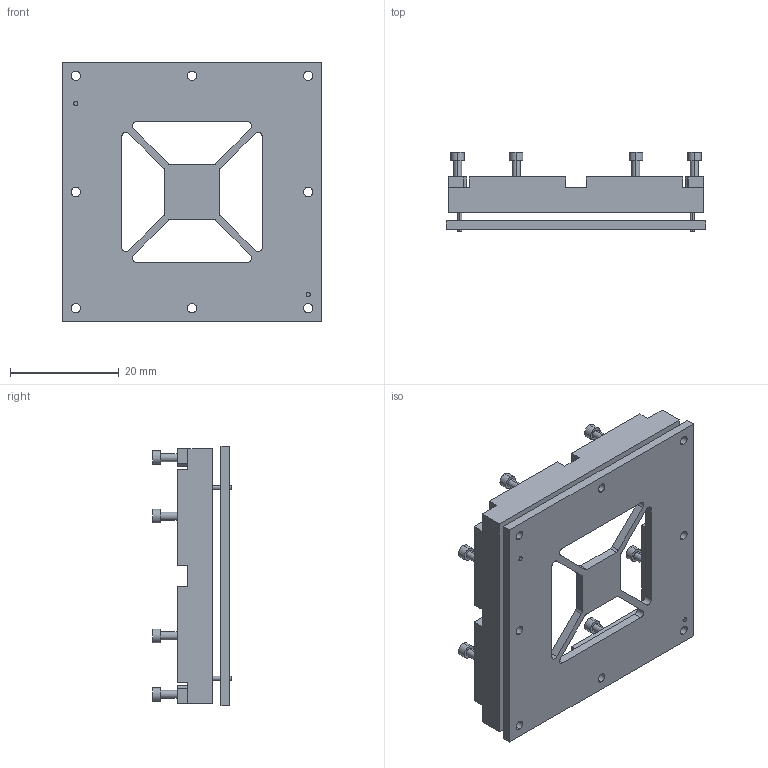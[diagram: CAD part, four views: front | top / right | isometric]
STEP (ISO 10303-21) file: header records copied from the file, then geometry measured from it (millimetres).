
FILE_DESCRIPTION (( 'STEP AP214' ), '1' );
FILE_NAME ('Asmy_UNI2_for_footprint_3Dmodel.STEP', '2024-03-01T06:19:08', ( '' ), ( '' ), 'SwSTEP 2.0', 'SolidWorks 2023', '' );
FILE_SCHEMA (( 'AUTOMOTIVE_DESIGN' ));
Length unit declared in the file: inch
Products named in the file (5): Asmy_Socket_Ironwood_insulator_bottom_C22429; Socket_C22429_Base; Socket_Ironwood_C22429.STEP; Asmy_UNI2_for_footprint_3Dmodel; P4010.STEP
Assembly tree (4 placements, depth 4):
  Asmy_UNI2_for_footprint_3Dmodel
    Socket_C22429_Base
    Asmy_Socket_Ironwood_insulator_bottom_C22429
      Socket_Ironwood_C22429.STEP
        P4010.STEP
Bounding box: 47.73 x 14.5 x 47.73 mm (x, y, z)
Volume: 6310.2 mm3; surface area: 8120.5 mm2
Topology: 13 solids, 13 shells, 206 faces, 519 edges, 346 vertices
Faces by surface type: plane 104, cylinder 102
Entity records: 7502 total; most frequent: DIRECTION 1157, CARTESIAN_POINT 1080, ORIENTED_EDGE 1038, EDGE_CURVE 519, AXIS2_PLACEMENT_3D 423, VERTEX_POINT 346, VECTOR 311, LINE 311
